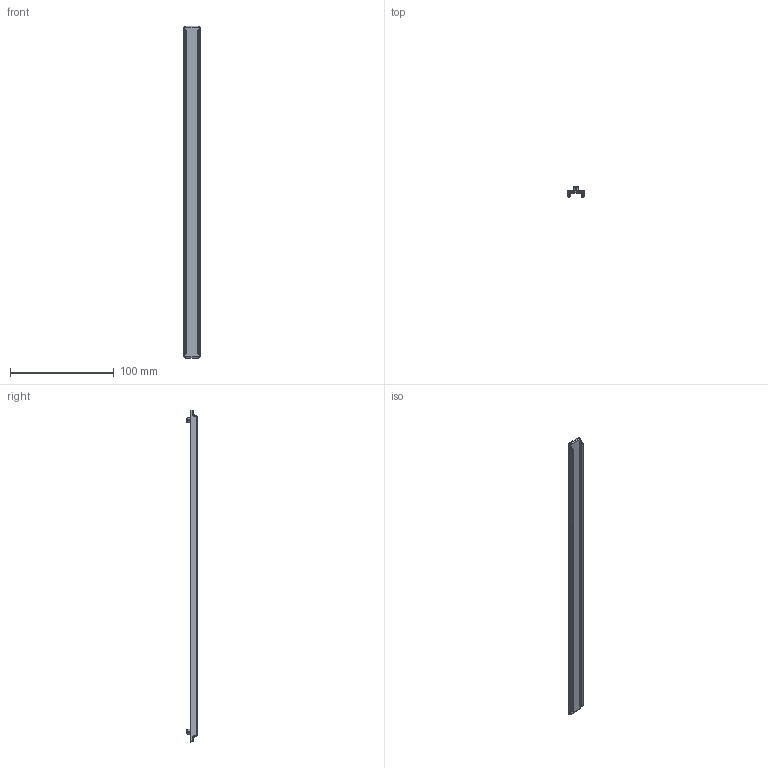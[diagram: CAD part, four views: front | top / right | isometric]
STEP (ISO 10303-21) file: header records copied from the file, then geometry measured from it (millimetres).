
FILE_DESCRIPTION(('Creo Elements/Direct Modeling STEP Export'),'2;1');
FILE_NAME('01168-320.stp','2024-12-05T13:48:08',(''),(''),'Creo Elements/Direct Modeling STEP processor for AP214 (Solid Model)','Creo Elements/Direct Modeling 20.0 12-Nov-2016 (C) Parametric Technology GmbH','');
FILE_SCHEMA(('AUTOMOTIVE_DESIGN { 1 0 10303 214 1 1 1 1 }'));
Length unit declared in the file: millimetre
Products named in the file (2): KU-12505
Assembly tree (1 placements, depth 2):
  KU-12505
    KU-12505
Bounding box: 16 x 10 x 319.5 mm (x, y, z)
Volume: 15861.1 mm3; surface area: 15855.3 mm2
Topology: 1 solids, 1 shells, 96 faces, 238 edges, 142 vertices
Faces by surface type: cylinder 44, bspline 24, plane 16, torus 8, cone 4
Entity records: 6779 total; most frequent: CARTESIAN_POINT 4844, ORIENTED_EDGE 468, DIRECTION 296, EDGE_CURVE 234, VERTEX_POINT 142, AXIS2_PLACEMENT_3D 102, EDGE_LOOP 98, FACE_OUTER_BOUND 96
